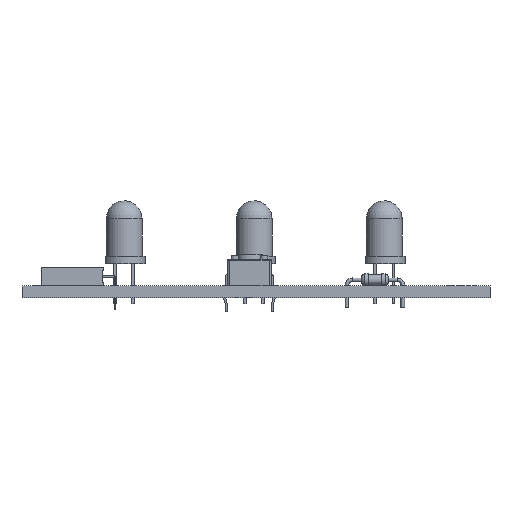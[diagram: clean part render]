
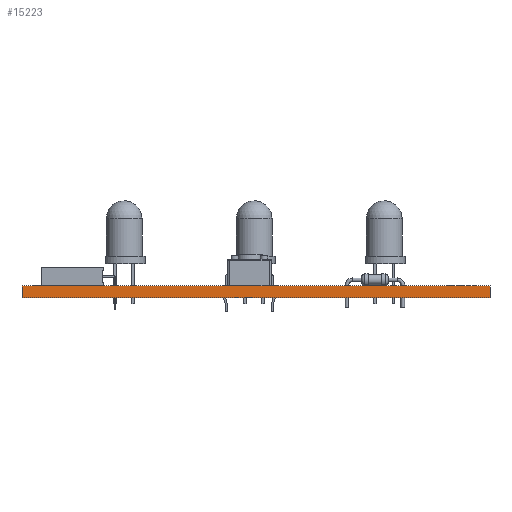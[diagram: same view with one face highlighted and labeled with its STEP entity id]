
A CAD part, front view. The second image highlights one B-rep face of the part: STEP entity #15223.
In plain terms, the highlighted planar face has unit normal (0, -1, 0).
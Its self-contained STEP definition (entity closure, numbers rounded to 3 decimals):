
#15223 = ADVANCED_FACE('',(#15224),#15238,.T.);
#15224 = FACE_BOUND('',#15225,.T.);
#15225 = EDGE_LOOP('',(#15226,#15261,#15289,#15317));
#15226 = ORIENTED_EDGE('',*,*,#15227,.T.);
#15227 = EDGE_CURVE('',#15228,#15230,#15232,.T.);
#15228 = VERTEX_POINT('',#15229);
#15229 = CARTESIAN_POINT('',(52.751,-129.139,0.));
#15230 = VERTEX_POINT('',#15231);
#15231 = CARTESIAN_POINT('',(52.751,-129.139,1.6));
#15232 = SURFACE_CURVE('',#15233,(#15237,#15249),.PCURVE_S1.);
#15233 = LINE('',#15234,#15235);
#15234 = CARTESIAN_POINT('',(52.751,-129.139,0.));
#15235 = VECTOR('',#15236,1.);
#15236 = DIRECTION('',(0.,0.,1.));
#15237 = PCURVE('',#15238,#15243);
#15238 = PLANE('',#15239);
#15239 = AXIS2_PLACEMENT_3D('',#15240,#15241,#15242);
#15240 = CARTESIAN_POINT('',(52.751,-129.139,0.));
#15241 = DIRECTION('',(0.,-1.,0.));
#15242 = DIRECTION('',(-1.,0.,0.));
#15243 = DEFINITIONAL_REPRESENTATION('',(#15244),#15248);
#15244 = LINE('',#15245,#15246);
#15245 = CARTESIAN_POINT('',(0.,-0.));
#15246 = VECTOR('',#15247,1.);
#15247 = DIRECTION('',(0.,-1.));
#15248 = ( GEOMETRIC_REPRESENTATION_CONTEXT(2) 
PARAMETRIC_REPRESENTATION_CONTEXT() REPRESENTATION_CONTEXT('2D SPACE',''
  ) );
#15249 = PCURVE('',#15250,#15255);
#15250 = PLANE('',#15251);
#15251 = AXIS2_PLACEMENT_3D('',#15252,#15253,#15254);
#15252 = CARTESIAN_POINT('',(52.751,-9.139,0.));
#15253 = DIRECTION('',(1.,0.,-0.));
#15254 = DIRECTION('',(0.,-1.,0.));
#15255 = DEFINITIONAL_REPRESENTATION('',(#15256),#15260);
#15256 = LINE('',#15257,#15258);
#15257 = CARTESIAN_POINT('',(120.,0.));
#15258 = VECTOR('',#15259,1.);
#15259 = DIRECTION('',(0.,-1.));
#15260 = ( GEOMETRIC_REPRESENTATION_CONTEXT(2) 
PARAMETRIC_REPRESENTATION_CONTEXT() REPRESENTATION_CONTEXT('2D SPACE',''
  ) );
#15261 = ORIENTED_EDGE('',*,*,#15262,.T.);
#15262 = EDGE_CURVE('',#15230,#15263,#15265,.T.);
#15263 = VERTEX_POINT('',#15264);
#15264 = CARTESIAN_POINT('',(-11.249,-129.139,1.6));
#15265 = SURFACE_CURVE('',#15266,(#15270,#15277),.PCURVE_S1.);
#15266 = LINE('',#15267,#15268);
#15267 = CARTESIAN_POINT('',(52.751,-129.139,1.6));
#15268 = VECTOR('',#15269,1.);
#15269 = DIRECTION('',(-1.,0.,0.));
#15270 = PCURVE('',#15238,#15271);
#15271 = DEFINITIONAL_REPRESENTATION('',(#15272),#15276);
#15272 = LINE('',#15273,#15274);
#15273 = CARTESIAN_POINT('',(0.,-1.6));
#15274 = VECTOR('',#15275,1.);
#15275 = DIRECTION('',(1.,0.));
#15276 = ( GEOMETRIC_REPRESENTATION_CONTEXT(2) 
PARAMETRIC_REPRESENTATION_CONTEXT() REPRESENTATION_CONTEXT('2D SPACE',''
  ) );
#15277 = PCURVE('',#15278,#15283);
#15278 = PLANE('',#15279);
#15279 = AXIS2_PLACEMENT_3D('',#15280,#15281,#15282);
#15280 = CARTESIAN_POINT('',(20.751,-69.139,1.6));
#15281 = DIRECTION('',(-0.,-0.,-1.));
#15282 = DIRECTION('',(-1.,0.,0.));
#15283 = DEFINITIONAL_REPRESENTATION('',(#15284),#15288);
#15284 = LINE('',#15285,#15286);
#15285 = CARTESIAN_POINT('',(-32.,-60.));
#15286 = VECTOR('',#15287,1.);
#15287 = DIRECTION('',(1.,0.));
#15288 = ( GEOMETRIC_REPRESENTATION_CONTEXT(2) 
PARAMETRIC_REPRESENTATION_CONTEXT() REPRESENTATION_CONTEXT('2D SPACE',''
  ) );
#15289 = ORIENTED_EDGE('',*,*,#15290,.F.);
#15290 = EDGE_CURVE('',#15291,#15263,#15293,.T.);
#15291 = VERTEX_POINT('',#15292);
#15292 = CARTESIAN_POINT('',(-11.249,-129.139,0.));
#15293 = SURFACE_CURVE('',#15294,(#15298,#15305),.PCURVE_S1.);
#15294 = LINE('',#15295,#15296);
#15295 = CARTESIAN_POINT('',(-11.249,-129.139,0.));
#15296 = VECTOR('',#15297,1.);
#15297 = DIRECTION('',(0.,0.,1.));
#15298 = PCURVE('',#15238,#15299);
#15299 = DEFINITIONAL_REPRESENTATION('',(#15300),#15304);
#15300 = LINE('',#15301,#15302);
#15301 = CARTESIAN_POINT('',(64.,0.));
#15302 = VECTOR('',#15303,1.);
#15303 = DIRECTION('',(0.,-1.));
#15304 = ( GEOMETRIC_REPRESENTATION_CONTEXT(2) 
PARAMETRIC_REPRESENTATION_CONTEXT() REPRESENTATION_CONTEXT('2D SPACE',''
  ) );
#15305 = PCURVE('',#15306,#15311);
#15306 = PLANE('',#15307);
#15307 = AXIS2_PLACEMENT_3D('',#15308,#15309,#15310);
#15308 = CARTESIAN_POINT('',(-11.249,-129.139,0.));
#15309 = DIRECTION('',(-1.,0.,0.));
#15310 = DIRECTION('',(0.,1.,0.));
#15311 = DEFINITIONAL_REPRESENTATION('',(#15312),#15316);
#15312 = LINE('',#15313,#15314);
#15313 = CARTESIAN_POINT('',(0.,0.));
#15314 = VECTOR('',#15315,1.);
#15315 = DIRECTION('',(0.,-1.));
#15316 = ( GEOMETRIC_REPRESENTATION_CONTEXT(2) 
PARAMETRIC_REPRESENTATION_CONTEXT() REPRESENTATION_CONTEXT('2D SPACE',''
  ) );
#15317 = ORIENTED_EDGE('',*,*,#15318,.F.);
#15318 = EDGE_CURVE('',#15228,#15291,#15319,.T.);
#15319 = SURFACE_CURVE('',#15320,(#15324,#15331),.PCURVE_S1.);
#15320 = LINE('',#15321,#15322);
#15321 = CARTESIAN_POINT('',(52.751,-129.139,0.));
#15322 = VECTOR('',#15323,1.);
#15323 = DIRECTION('',(-1.,0.,0.));
#15324 = PCURVE('',#15238,#15325);
#15325 = DEFINITIONAL_REPRESENTATION('',(#15326),#15330);
#15326 = LINE('',#15327,#15328);
#15327 = CARTESIAN_POINT('',(0.,-0.));
#15328 = VECTOR('',#15329,1.);
#15329 = DIRECTION('',(1.,0.));
#15330 = ( GEOMETRIC_REPRESENTATION_CONTEXT(2) 
PARAMETRIC_REPRESENTATION_CONTEXT() REPRESENTATION_CONTEXT('2D SPACE',''
  ) );
#15331 = PCURVE('',#15332,#15337);
#15332 = PLANE('',#15333);
#15333 = AXIS2_PLACEMENT_3D('',#15334,#15335,#15336);
#15334 = CARTESIAN_POINT('',(20.751,-69.139,0.));
#15335 = DIRECTION('',(-0.,-0.,-1.));
#15336 = DIRECTION('',(-1.,0.,0.));
#15337 = DEFINITIONAL_REPRESENTATION('',(#15338),#15342);
#15338 = LINE('',#15339,#15340);
#15339 = CARTESIAN_POINT('',(-32.,-60.));
#15340 = VECTOR('',#15341,1.);
#15341 = DIRECTION('',(1.,0.));
#15342 = ( GEOMETRIC_REPRESENTATION_CONTEXT(2) 
PARAMETRIC_REPRESENTATION_CONTEXT() REPRESENTATION_CONTEXT('2D SPACE',''
  ) );
